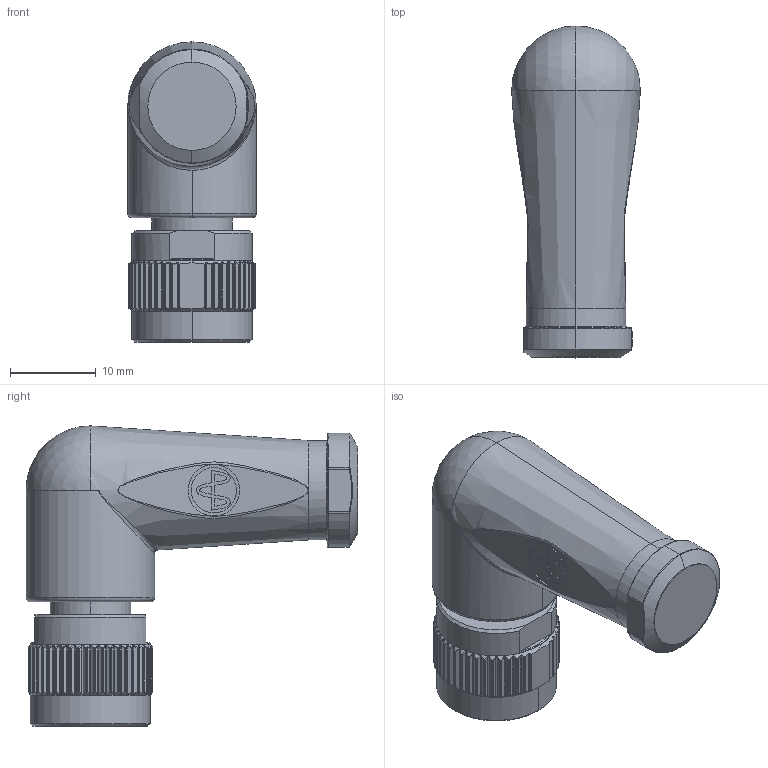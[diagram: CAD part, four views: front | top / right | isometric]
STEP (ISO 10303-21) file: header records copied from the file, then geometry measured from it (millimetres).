
FILE_DESCRIPTION (( 'STEP AP214' ), '1' );
FILE_NAME ('Customer-BB2096A0200-M12FA_5A_Yamaichi.STEP', '2020-09-30T15:47:04', ( '' ), ( '' ), 'SwSTEP 2.0', 'SolidWorks 2018', '' );
FILE_SCHEMA (( 'AUTOMOTIVE_DESIGN' ));
Length unit declared in the file: millimetre
Products named in the file (1): Customer-BB2096A0200-M12FA_5A_Yamaichi
Bounding box: 15 x 38.7 x 35 mm (x, y, z)
Volume: 8026.8 mm3; surface area: 3835 mm2
Topology: 1 solids, 1 shells, 1050 faces, 2428 edges, 1338 vertices
Faces by surface type: bspline 320, cylinder 249, sphere 162, plane 144, torus 133, cone 42
Entity records: 49996 total; most frequent: CARTESIAN_POINT 17450, ORIENTED_EDGE 4628, DIRECTION 4169, EDGE_CURVE 2314, AXIS2_PLACEMENT_3D 1830, VERTEX_POINT 1290, CIRCLE 1099, EDGE_LOOP 1074
